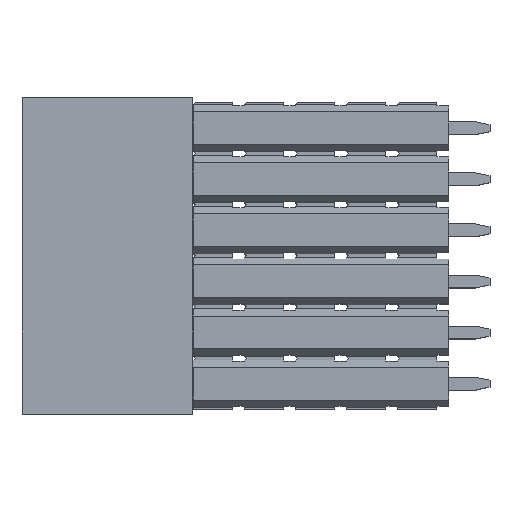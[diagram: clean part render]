
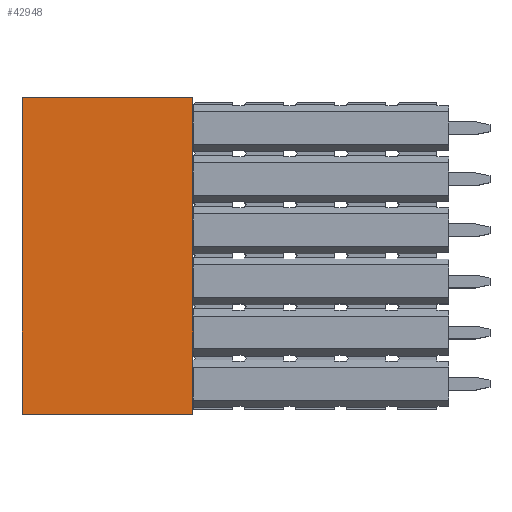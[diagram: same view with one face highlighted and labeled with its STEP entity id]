
A CAD part, top view. The second image highlights one B-rep face of the part: STEP entity #42948.
In plain terms, the highlighted planar face has unit normal (0, 0, 1).
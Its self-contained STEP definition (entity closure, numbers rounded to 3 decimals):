
#3234=FACE_OUTER_BOUND('',#5556,.T.);
#5556=EDGE_LOOP('',(#37457,#37458,#37459,#37460));
#10718=LINE('',#68143,#16236);
#10719=LINE('',#68147,#16237);
#10720=LINE('',#68148,#16238);
#10721=LINE('',#68149,#16239);
#16236=VECTOR('',#55869,1.);
#16237=VECTOR('',#55872,1.);
#16238=VECTOR('',#55873,1.);
#16239=VECTOR('',#55874,1.);
#20556=VERTEX_POINT('',#68129);
#20562=VERTEX_POINT('',#68141);
#20563=VERTEX_POINT('',#68145);
#20564=VERTEX_POINT('',#68146);
#26384=EDGE_CURVE('',#20556,#20562,#10718,.T.);
#26385=EDGE_CURVE('',#20563,#20564,#10719,.T.);
#26386=EDGE_CURVE('',#20556,#20563,#10720,.T.);
#26387=EDGE_CURVE('',#20562,#20564,#10721,.T.);
#37457=ORIENTED_EDGE('',*,*,#26385,.F.);
#37458=ORIENTED_EDGE('',*,*,#26386,.F.);
#37459=ORIENTED_EDGE('',*,*,#26384,.T.);
#37460=ORIENTED_EDGE('',*,*,#26387,.T.);
#40806=PLANE('',#45797);
#42948=ADVANCED_FACE('',(#3234),#40806,.T.);
#45797=AXIS2_PLACEMENT_3D('',#68144,#55870,#55871);
#55869=DIRECTION('',(1.,0.,0.));
#55870=DIRECTION('center_axis',(0.,0.,1.));
#55871=DIRECTION('ref_axis',(1.,0.,0.));
#55872=DIRECTION('',(1.,0.,0.));
#55873=DIRECTION('',(0.,1.,0.));
#55874=DIRECTION('',(0.,1.,0.));
#68129=CARTESIAN_POINT('',(-8.5,0.,3.81));
#68141=CARTESIAN_POINT('',(0.,0.,3.81));
#68143=CARTESIAN_POINT('',(-8.5,0.,3.81));
#68144=CARTESIAN_POINT('Origin',(-8.5,0.,3.81));
#68145=CARTESIAN_POINT('',(-8.5,15.74,3.81));
#68146=CARTESIAN_POINT('',(0.,15.74,3.81));
#68147=CARTESIAN_POINT('',(-8.5,15.74,3.81));
#68148=CARTESIAN_POINT('',(-8.5,0.,3.81));
#68149=CARTESIAN_POINT('',(0.,0.,3.81));
